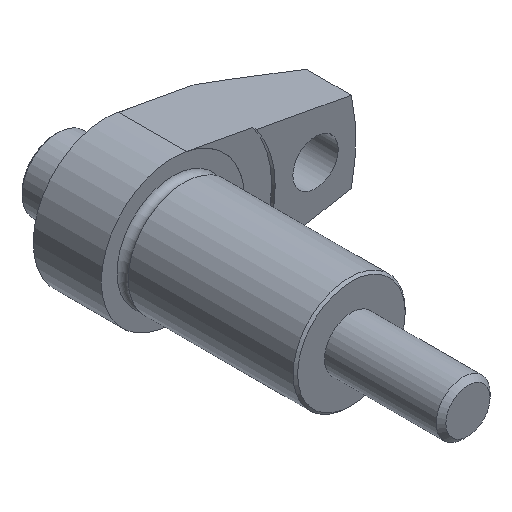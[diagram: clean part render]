
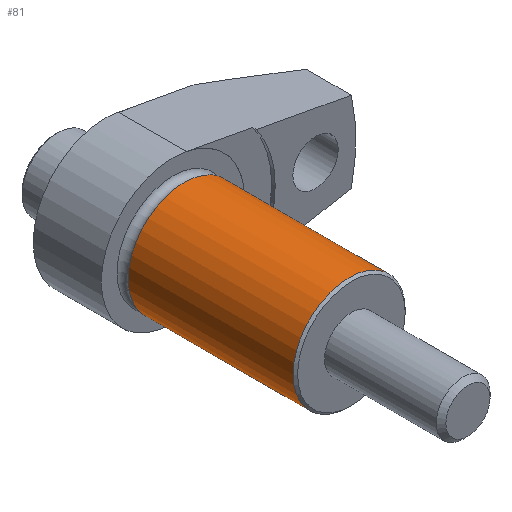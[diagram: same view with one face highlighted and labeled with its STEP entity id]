
A CAD part, isometric view. The second image highlights one B-rep face of the part: STEP entity #81.
In plain terms, the highlighted cylindrical face has radius 12.5 mm (diameter 25 mm), a full revolution.
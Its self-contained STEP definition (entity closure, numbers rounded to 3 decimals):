
#81 = ADVANCED_FACE( '', ( #180, #181 ), #182, .T. );
#180 = FACE_OUTER_BOUND( '', #298, .T. );
#181 = FACE_OUTER_BOUND( '', #299, .T. );
#182 = CYLINDRICAL_SURFACE( '', #300, 12.5 );
#298 = EDGE_LOOP( '', ( #465 ) );
#299 = EDGE_LOOP( '', ( #466 ) );
#300 = AXIS2_PLACEMENT_3D( '', #467, #468, #469 );
#465 = ORIENTED_EDGE( '', *, *, #649, .F. );
#466 = ORIENTED_EDGE( '', *, *, #598, .T. );
#467 = CARTESIAN_POINT( '', ( 0., 27., 0. ) );
#468 = DIRECTION( '', ( 0., -1., 0. ) );
#469 = DIRECTION( '', ( 0., 0., 1. ) );
#598 = EDGE_CURVE( '', #684, #684, #685, .T. );
#649 = EDGE_CURVE( '', #767, #767, #768, .T. );
#684 = VERTEX_POINT( '', #812 );
#685 = CIRCLE( '', #813, 12.5 );
#767 = VERTEX_POINT( '', #1002 );
#768 = CIRCLE( '', #1003, 12.5 );
#812 = CARTESIAN_POINT( '', ( 0., -38.5, 12.5 ) );
#813 = AXIS2_PLACEMENT_3D( '', #1054, #1055, #1056 );
#1002 = CARTESIAN_POINT( '', ( 0., -1.7, 12.5 ) );
#1003 = AXIS2_PLACEMENT_3D( '', #1115, #1116, #1117 );
#1054 = CARTESIAN_POINT( '', ( 0., -38.5, 0. ) );
#1055 = DIRECTION( '', ( 0., 1., 0. ) );
#1056 = DIRECTION( '', ( 0., 0., 1. ) );
#1115 = CARTESIAN_POINT( '', ( 0., -1.7, 0. ) );
#1116 = DIRECTION( '', ( 0., 1., 0. ) );
#1117 = DIRECTION( '', ( 0., 0., 1. ) );
